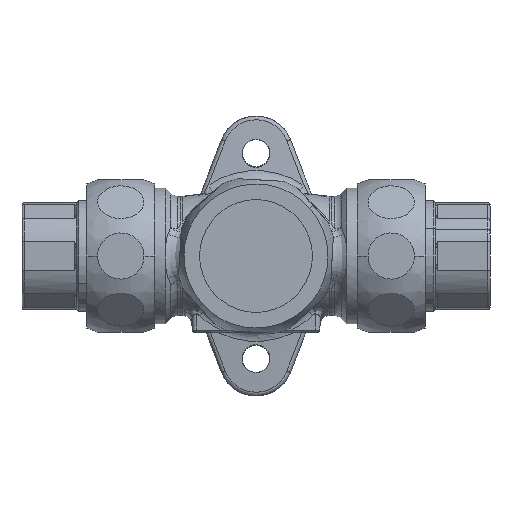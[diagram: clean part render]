
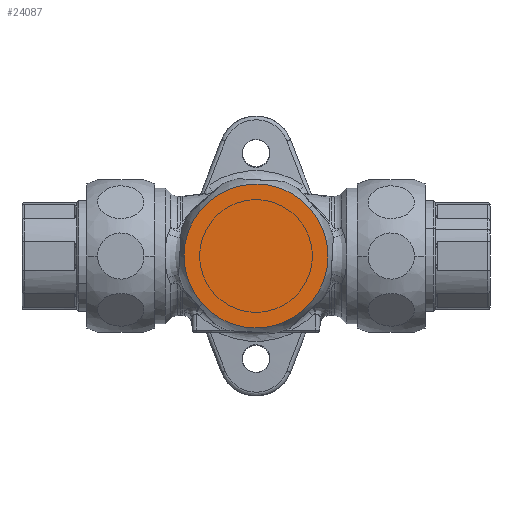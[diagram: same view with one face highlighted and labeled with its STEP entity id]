
A CAD part, front view. The second image highlights one B-rep face of the part: STEP entity #24087.
In plain terms, the highlighted planar face has unit normal (0, -1, 0).
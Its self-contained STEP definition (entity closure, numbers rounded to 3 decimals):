
#7573 = CARTESIAN_POINT ( 'NONE',  ( 13.103, -48.025, 11.679 ) ) ;
#7637 = CARTESIAN_POINT ( 'NONE',  ( -13.103, -48.025, -11.679 ) ) ;
#10020 = VERTEX_POINT ( 'NONE', #7573 ) ;
#10330 = VERTEX_POINT ( 'NONE', #7637 ) ;
#12048 = ORIENTED_EDGE ( 'NONE', *, *, #21251, .F. ) ;
#12050 = ORIENTED_EDGE ( 'NONE', *, *, #21332, .F. ) ;
#13671 = EDGE_LOOP ( 'NONE', ( #12048, #12050 ) ) ;
#20264 = AXIS2_PLACEMENT_3D ( 'NONE', #23512, #23522, #23523 ) ;
#20662 = AXIS2_PLACEMENT_3D ( 'NONE', #24778, #24779, #24780 ) ;
#20663 = CIRCLE ( 'NONE', #20662, 17.553 ) ;
#21251 = EDGE_CURVE ( 'NONE', #10020, #10330, #20663, .T. ) ;
#21332 = EDGE_CURVE ( 'NONE', #10330, #10020, #27567, .T. ) ;
#23512 = CARTESIAN_POINT ( 'NONE',  ( 9.176, -48.025, -10.296 ) ) ;
#23515 = FACE_OUTER_BOUND ( 'NONE', #13671, .T. ) ;
#23519 = PLANE ( 'NONE',  #20264 ) ;
#23522 = DIRECTION ( 'NONE',  ( 0., 1., 0. ) ) ;
#23523 = DIRECTION ( 'NONE',  ( 0.747, 0., 0.665 ) ) ;
#24087 = ADVANCED_FACE ( 'NONE', ( #23515 ), #23519, .F. ) ;
#24778 = CARTESIAN_POINT ( 'NONE',  ( 0., -48.025, 0. ) ) ;
#24779 = DIRECTION ( 'NONE',  ( 0., 1., 0. ) ) ;
#24780 = DIRECTION ( 'NONE',  ( 0.747, 0., 0.665 ) ) ;
#25549 = CARTESIAN_POINT ( 'NONE',  ( 0., -48.025, 0. ) ) ;
#25550 = DIRECTION ( 'NONE',  ( 0., 1., 0. ) ) ;
#25551 = DIRECTION ( 'NONE',  ( 0.747, 0., 0.665 ) ) ;
#27567 = CIRCLE ( 'NONE', #27570, 17.553 ) ;
#27570 = AXIS2_PLACEMENT_3D ( 'NONE', #25549, #25550, #25551 ) ;
